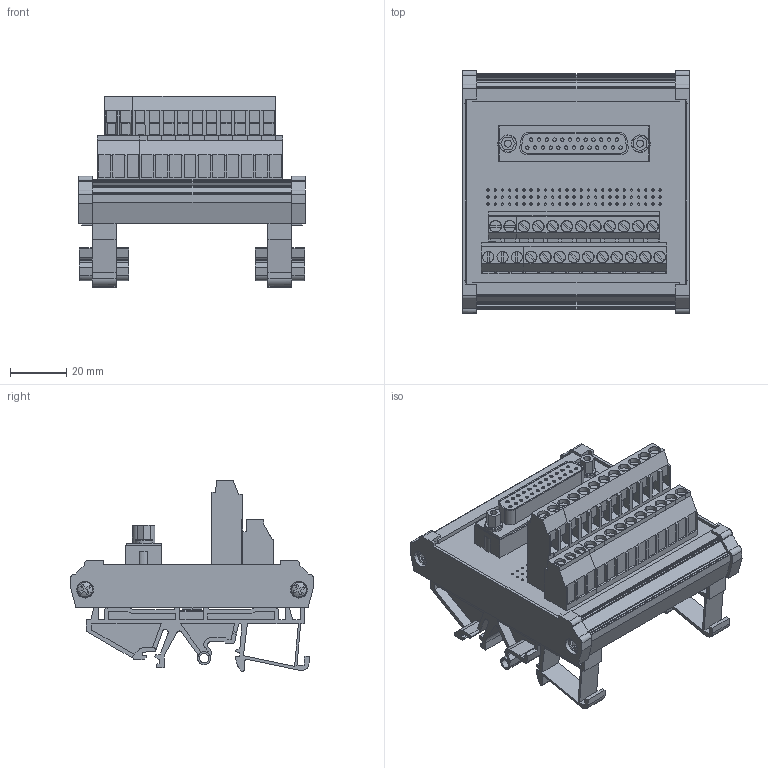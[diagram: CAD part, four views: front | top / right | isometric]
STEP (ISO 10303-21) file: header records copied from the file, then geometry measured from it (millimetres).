
FILE_DESCRIPTION(('CATIA V5R22 STEP214','CAx-IF Rec.Pracs.--- Model Styling and Organization---1.4--- 2014-01-23'),'2;1');
FILE_NAME ('031849-1_1', '2023-10-23T11:32:38+00:00', ('Weidmueller Interface'), ('Weidmueller'), 'CATIA Version 5-6 Release 2016 SP3 HF44', 'CATIA V5 STEP AP214', 'none');
FILE_SCHEMA(('AUTOMOTIVE_DESIGN { 1 0 10303 214 1 1 1 1 }'));
Products named in the file (1): 8005191001_RS SD25B UNC 4.40 LP2N
Bounding box: 80.5 x 86.4 x 68.17 mm (x, y, z)
Volume: 83219.3 mm3; surface area: 69332.1 mm2
Topology: 1 solids, 11 shells, 1891 faces, 5566 edges, 3734 vertices
Faces by surface type: plane 1226, cylinder 633, torus 24, sphere 8
Entity records: 68281 total; most frequent: CARTESIAN_POINT 16446, ORIENTED_EDGE 11132, DIRECTION 8807, EDGE_CURVE 5566, VECTOR 3766, LINE 3766, VERTEX_POINT 3734, AXIS2_PLACEMENT_3D 3153
